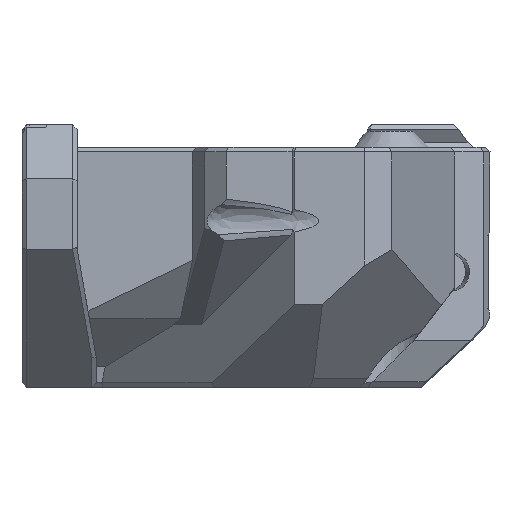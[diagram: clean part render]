
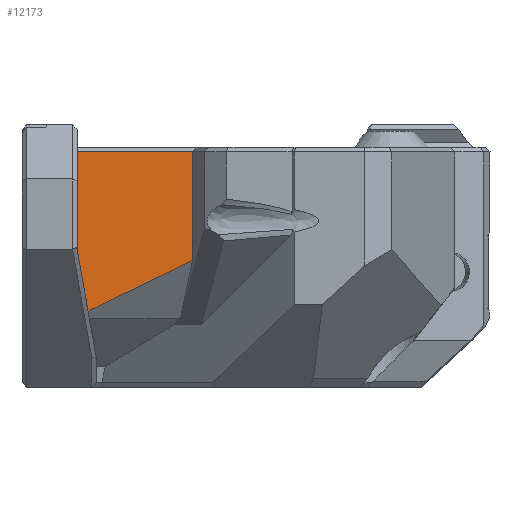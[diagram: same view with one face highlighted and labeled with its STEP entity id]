
A CAD part, left-side view. The second image highlights one B-rep face of the part: STEP entity #12173.
In plain terms, the highlighted planar face has unit normal (-1, 0, 0).
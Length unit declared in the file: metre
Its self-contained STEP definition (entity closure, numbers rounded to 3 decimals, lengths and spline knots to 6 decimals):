
#2744=ORIENTED_EDGE('',*,*,#5598,.T.);
#2745=ORIENTED_EDGE('',*,*,#5599,.T.);
#2746=ORIENTED_EDGE('',*,*,#5411,.F.);
#2747=ORIENTED_EDGE('',*,*,#5592,.F.);
#2748=ORIENTED_EDGE('',*,*,#5600,.T.);
#5411=EDGE_CURVE('',#6954,#6955,#8048,.T.);
#5592=EDGE_CURVE('',#7059,#6954,#8173,.T.);
#5598=EDGE_CURVE('',#7062,#7063,#8174,.T.);
#5599=EDGE_CURVE('',#7063,#6955,#8175,.T.);
#5600=EDGE_CURVE('',#7059,#7062,#8176,.T.);
#6954=VERTEX_POINT('',#19572);
#6955=VERTEX_POINT('',#19573);
#7059=VERTEX_POINT('',#20167);
#7062=VERTEX_POINT('',#20334);
#7063=VERTEX_POINT('',#20335);
#8048=LINE('',#19571,#9270);
#8173=LINE('',#20168,#9395);
#8174=LINE('',#20333,#9396);
#8175=LINE('',#20336,#9397);
#8176=LINE('',#20337,#9398);
#9270=VECTOR('',#15381,1.);
#9395=VECTOR('',#15720,1.);
#9396=VECTOR('',#15733,1.);
#9397=VECTOR('',#15734,1.);
#9398=VECTOR('',#15735,1.);
#10197=EDGE_LOOP('',(#2744,#2745,#2746,#2747,#2748));
#10980=FACE_BOUND('',#10197,.T.);
#11627=PLANE('',#13220);
#12173=ADVANCED_FACE('',(#10980),#11627,.T.);
#13220=AXIS2_PLACEMENT_3D('',#20332,#15731,#15732);
#15381=DIRECTION('',(0.,0.,1.));
#15720=DIRECTION('',(0.,0.174,0.985));
#15731=DIRECTION('',(-1.,0.,0.));
#15732=DIRECTION('',(0.,-1.,0.));
#15733=DIRECTION('',(0.,0.,1.));
#15734=DIRECTION('',(0.,1.,0.));
#15735=DIRECTION('',(0.,-0.901,0.435));
#19571=CARTESIAN_POINT('',(-0.013379,0.0125,0.01668));
#19572=CARTESIAN_POINT('',(-0.013379,0.0125,0.01216));
#19573=CARTESIAN_POINT('',(-0.013379,0.0125,0.0208));
#20167=CARTESIAN_POINT('',(-0.013379,0.011544,0.006745));
#20168=CARTESIAN_POINT('',(-0.013379,0.012936,0.014628));
#20332=CARTESIAN_POINT('',(-0.013379,0.001321,0.01668));
#20333=CARTESIAN_POINT('',(-0.013379,0.002307,0.01668));
#20334=CARTESIAN_POINT('',(-0.013379,0.002307,0.011203));
#20335=CARTESIAN_POINT('',(-0.013379,0.002307,0.0208));
#20336=CARTESIAN_POINT('',(-0.013379,0.001321,0.0208));
#20337=CARTESIAN_POINT('',(-0.013379,-0.000636,0.012624));
